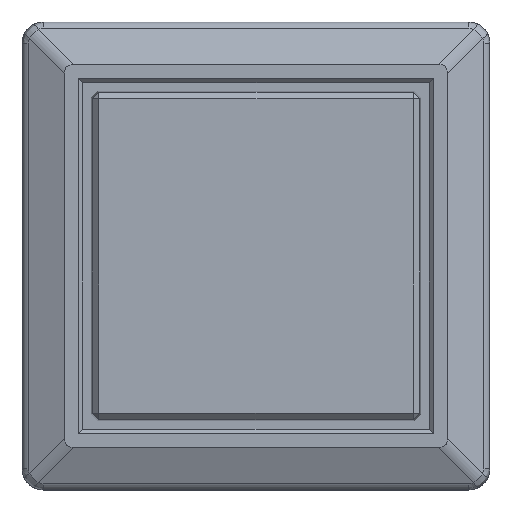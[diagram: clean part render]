
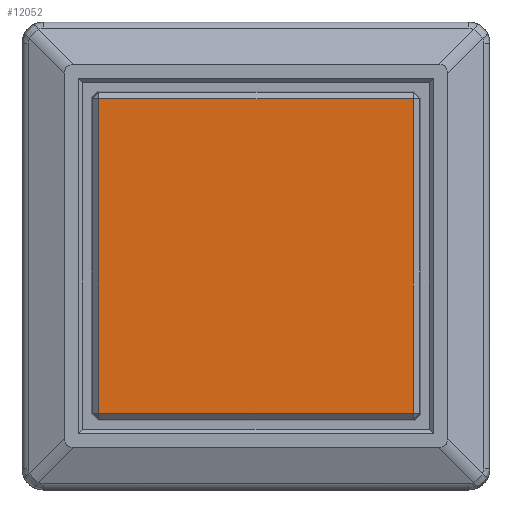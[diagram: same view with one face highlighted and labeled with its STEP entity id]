
A CAD part, top view. The second image highlights one B-rep face of the part: STEP entity #12052.
In plain terms, the highlighted face is planar.
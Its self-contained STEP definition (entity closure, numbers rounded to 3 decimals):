
#77 = CARTESIAN_POINT ( 'NONE',  ( 7.396, 4., 0. ) ) ;
#176 = EDGE_CURVE ( 'NONE', #4206, #735, #11976, .T. ) ;
#235 = CARTESIAN_POINT ( 'NONE',  ( -7.396, 4., 0. ) ) ;
#590 = DIRECTION ( 'NONE',  ( 1., 0., 0. ) ) ;
#735 = VERTEX_POINT ( 'NONE', #16792 ) ;
#930 = VECTOR ( 'NONE', #5461, 1000. ) ;
#2416 = AXIS2_PLACEMENT_3D ( 'NONE', #2471, #7709, #12895 ) ;
#2471 = CARTESIAN_POINT ( 'NONE',  ( -7.396, 4., 7.396 ) ) ;
#2521 = CARTESIAN_POINT ( 'NONE',  ( 7.396, 4., -7.396 ) ) ;
#4206 = VERTEX_POINT ( 'NONE', #8130 ) ;
#4557 = ORIENTED_EDGE ( 'NONE', *, *, #12876, .T. ) ;
#4828 = CARTESIAN_POINT ( 'NONE',  ( 0., 4., -7.396 ) ) ;
#5303 = DIRECTION ( 'NONE',  ( 0., 0., 1. ) ) ;
#5448 = VERTEX_POINT ( 'NONE', #2521 ) ;
#5461 = DIRECTION ( 'NONE',  ( 0., 0., -1. ) ) ;
#5791 = CARTESIAN_POINT ( 'NONE',  ( 7.396, 4., 7.396 ) ) ;
#7129 = LINE ( 'NONE', #12326, #13102 ) ;
#7333 = VECTOR ( 'NONE', #10070, 1000. ) ;
#7474 = EDGE_CURVE ( 'NONE', #5448, #8310, #11818, .T. ) ;
#7709 = DIRECTION ( 'NONE',  ( 0., -1., 0. ) ) ;
#8130 = CARTESIAN_POINT ( 'NONE',  ( -7.396, 4., 7.396 ) ) ;
#8310 = VERTEX_POINT ( 'NONE', #5791 ) ;
#8988 = FACE_OUTER_BOUND ( 'NONE', #14935, .T. ) ;
#10070 = DIRECTION ( 'NONE',  ( -1., 0., 0. ) ) ;
#10125 = ORIENTED_EDGE ( 'NONE', *, *, #176, .F. ) ;
#11648 = ORIENTED_EDGE ( 'NONE', *, *, #7474, .F. ) ;
#11818 = LINE ( 'NONE', #77, #13511 ) ;
#11976 = LINE ( 'NONE', #235, #930 ) ;
#12007 = ORIENTED_EDGE ( 'NONE', *, *, #15195, .T. ) ;
#12052 = ADVANCED_FACE ( 'NONE', ( #8988 ), #14183, .F. ) ;
#12326 = CARTESIAN_POINT ( 'NONE',  ( 0., 4., 7.396 ) ) ;
#12876 = EDGE_CURVE ( 'NONE', #4206, #8310, #7129, .T. ) ;
#12895 = DIRECTION ( 'NONE',  ( 0., 0., -1. ) ) ;
#13102 = VECTOR ( 'NONE', #590, 1000. ) ;
#13511 = VECTOR ( 'NONE', #5303, 1000. ) ;
#14183 = PLANE ( 'NONE',  #2416 ) ;
#14935 = EDGE_LOOP ( 'NONE', ( #4557, #11648, #12007, #10125 ) ) ;
#15195 = EDGE_CURVE ( 'NONE', #5448, #735, #16526, .T. ) ;
#16526 = LINE ( 'NONE', #4828, #7333 ) ;
#16792 = CARTESIAN_POINT ( 'NONE',  ( -7.396, 4., -7.396 ) ) ;
